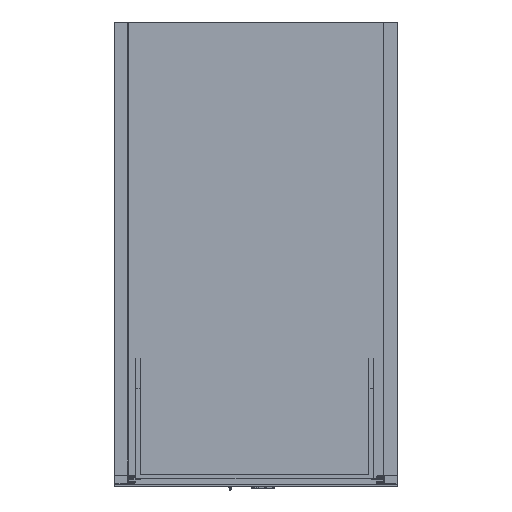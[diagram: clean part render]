
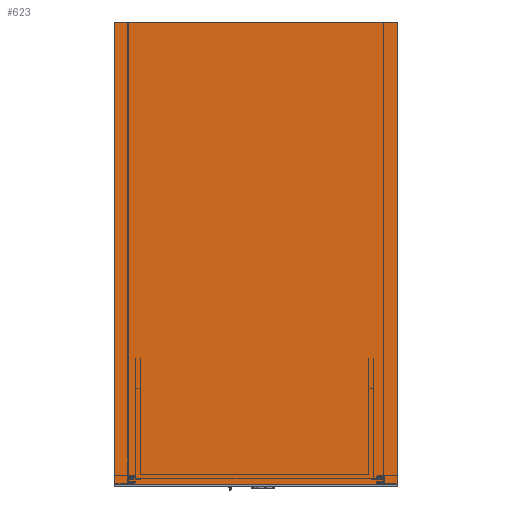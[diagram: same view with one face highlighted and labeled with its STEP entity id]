
A CAD part, front view. The second image highlights one B-rep face of the part: STEP entity #623.
In plain terms, the highlighted free-form (B-spline) face has degree [1, 1] with [2, 2] control points.
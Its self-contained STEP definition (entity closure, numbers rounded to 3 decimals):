
#503 = EDGE_CURVE('',#504,#506,#508,.T.);
#504 = VERTEX_POINT('',#505);
#505 = CARTESIAN_POINT('',(-643.662,-451.437,
    -1400.198));
#506 = VERTEX_POINT('',#507);
#507 = CARTESIAN_POINT('',(-643.662,-451.437,
    2428.379));
#508 = B_SPLINE_CURVE_WITH_KNOTS('',1,(#509,#510),.UNSPECIFIED.,.F.,.F.,
  (2,2),(0.,2590.7),.PIECEWISE_BEZIER_KNOTS.);
#509 = CARTESIAN_POINT('',(-643.662,-451.437,
    -1400.198));
#510 = CARTESIAN_POINT('',(-643.662,-451.437,
    2428.379));
#539 = EDGE_CURVE('',#506,#540,#542,.T.);
#540 = VERTEX_POINT('',#541);
#541 = CARTESIAN_POINT('',(1702.369,-451.437,
    2428.379));
#542 = B_SPLINE_CURVE_WITH_KNOTS('',1,(#543,#544),.UNSPECIFIED.,.F.,.F.,
  (2,2),(0.,1587.5),.PIECEWISE_BEZIER_KNOTS.);
#543 = CARTESIAN_POINT('',(-643.662,-451.437,
    2428.379));
#544 = CARTESIAN_POINT('',(1702.369,-451.437,
    2428.379));
#567 = EDGE_CURVE('',#540,#568,#570,.T.);
#568 = VERTEX_POINT('',#569);
#569 = CARTESIAN_POINT('',(1702.369,-451.437,
    -1400.198));
#570 = B_SPLINE_CURVE_WITH_KNOTS('',1,(#571,#572),.UNSPECIFIED.,.F.,.F.,
  (2,2),(-2590.7,-0.),.PIECEWISE_BEZIER_KNOTS.);
#571 = CARTESIAN_POINT('',(1702.369,-451.437,
    2428.379));
#572 = CARTESIAN_POINT('',(1702.369,-451.437,
    -1400.198));
#595 = EDGE_CURVE('',#568,#504,#596,.T.);
#596 = B_SPLINE_CURVE_WITH_KNOTS('',1,(#597,#598),.UNSPECIFIED.,.F.,.F.,
  (2,2),(-1587.5,-0.),.PIECEWISE_BEZIER_KNOTS.);
#597 = CARTESIAN_POINT('',(1702.369,-451.437,
    -1400.198));
#598 = CARTESIAN_POINT('',(-643.662,-451.437,
    -1400.198));
#623 = ADVANCED_FACE('',(#624),#630,.F.);
#624 = FACE_BOUND('',#625,.T.);
#625 = EDGE_LOOP('',(#626,#627,#628,#629));
#626 = ORIENTED_EDGE('',*,*,#503,.F.);
#627 = ORIENTED_EDGE('',*,*,#595,.F.);
#628 = ORIENTED_EDGE('',*,*,#567,.F.);
#629 = ORIENTED_EDGE('',*,*,#539,.F.);
#630 = B_SPLINE_SURFACE_WITH_KNOTS('',1,1,(
    (#631,#632)
    ,(#633,#634
    )),.UNSPECIFIED.,.F.,.F.,.F.,(2,2),(2,2),(0.,2590.7),(0.
    ,1587.5),.PIECEWISE_BEZIER_KNOTS.);
#631 = CARTESIAN_POINT('',(-643.662,-451.437,
    -1400.198));
#632 = CARTESIAN_POINT('',(1702.369,-451.437,
    -1400.198));
#633 = CARTESIAN_POINT('',(-643.662,-451.437,
    2428.379));
#634 = CARTESIAN_POINT('',(1702.369,-451.437,
    2428.379));
